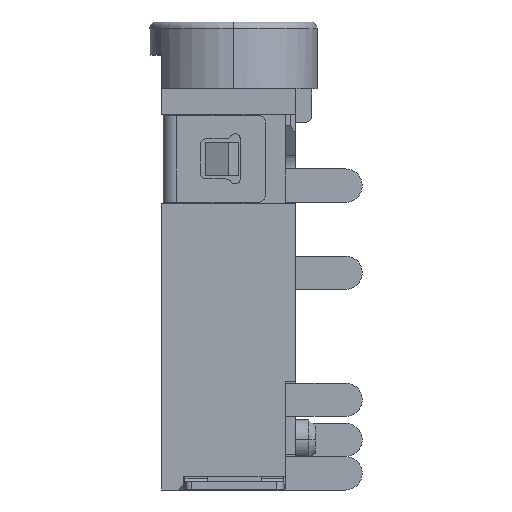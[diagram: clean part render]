
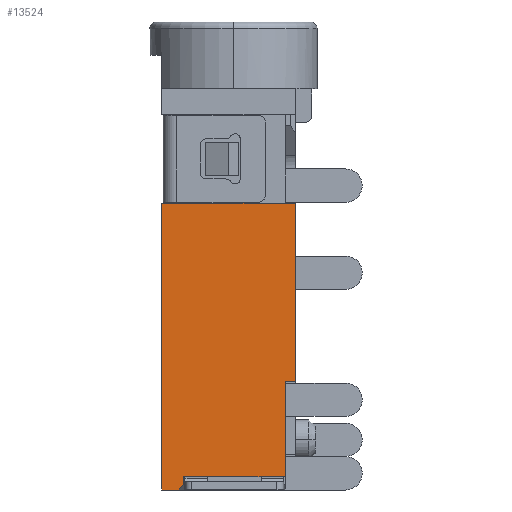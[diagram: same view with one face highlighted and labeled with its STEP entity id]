
A CAD part, left-side view. The second image highlights one B-rep face of the part: STEP entity #13524.
In plain terms, the highlighted planar face has unit normal (-1, 0, 0).
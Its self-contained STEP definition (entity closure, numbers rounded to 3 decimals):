
#83 = LINE ( 'NONE', #12477, #2633 ) ;
#342 = ORIENTED_EDGE ( 'NONE', *, *, #17908, .F. ) ;
#445 = DIRECTION ( 'NONE',  ( 0., 1., 0. ) ) ;
#541 = ORIENTED_EDGE ( 'NONE', *, *, #9513, .F. ) ;
#559 = VERTEX_POINT ( 'NONE', #12539 ) ;
#855 = VERTEX_POINT ( 'NONE', #1062 ) ;
#872 = VERTEX_POINT ( 'NONE', #3851 ) ;
#1062 = CARTESIAN_POINT ( 'NONE',  ( -3.15, -1.7, 3.25 ) ) ;
#1275 = DIRECTION ( 'NONE',  ( 0., 1., 0. ) ) ;
#1495 = VECTOR ( 'NONE', #6691, 1000. ) ;
#1764 = VERTEX_POINT ( 'NONE', #15313 ) ;
#1980 = CARTESIAN_POINT ( 'NONE',  ( -3.15, 1.35, 0.4 ) ) ;
#2293 = DIRECTION ( 'NONE',  ( 0., 0., -1. ) ) ;
#2633 = VECTOR ( 'NONE', #7156, 1000. ) ;
#2773 = EDGE_LOOP ( 'NONE', ( #14254, #9737, #8560, #10484, #541, #11404, #342, #13585, #6568 ) ) ;
#3007 = DIRECTION ( 'NONE',  ( 0., -1., 0. ) ) ;
#3545 = CARTESIAN_POINT ( 'NONE',  ( -3.15, 1.5, 0. ) ) ;
#3813 = CARTESIAN_POINT ( 'NONE',  ( -3.15, 1.35, 0.4 ) ) ;
#3851 = CARTESIAN_POINT ( 'NONE',  ( -3.15, -1.7, 0.4 ) ) ;
#3998 = DIRECTION ( 'NONE',  ( 0., 1., 0. ) ) ;
#4006 = VERTEX_POINT ( 'NONE', #17739 ) ;
#5120 = VECTOR ( 'NONE', #9776, 1000. ) ;
#5279 = EDGE_CURVE ( 'NONE', #14299, #1764, #17584, .T. ) ;
#5424 = EDGE_CURVE ( 'NONE', #1764, #559, #14414, .T. ) ;
#5628 = DIRECTION ( 'NONE',  ( 1., 0., 0. ) ) ;
#6043 = VERTEX_POINT ( 'NONE', #1980 ) ;
#6309 = EDGE_CURVE ( 'NONE', #14285, #11213, #9975, .T. ) ;
#6568 = ORIENTED_EDGE ( 'NONE', *, *, #5424, .T. ) ;
#6691 = DIRECTION ( 'NONE',  ( 0., 1., 0. ) ) ;
#6847 = PLANE ( 'NONE',  #16850 ) ;
#7031 = FACE_OUTER_BOUND ( 'NONE', #2773, .T. ) ;
#7156 = DIRECTION ( 'NONE',  ( 0., 0., -1. ) ) ;
#7598 = CARTESIAN_POINT ( 'NONE',  ( -3.15, -2., 3.25 ) ) ;
#7828 = CARTESIAN_POINT ( 'NONE',  ( -3.15, -2.65, 8.58 ) ) ;
#8560 = ORIENTED_EDGE ( 'NONE', *, *, #9201, .F. ) ;
#8670 = CARTESIAN_POINT ( 'NONE',  ( -3.15, 1.35, 0.15 ) ) ;
#9000 = EDGE_CURVE ( 'NONE', #559, #14285, #11569, .T. ) ;
#9155 = LINE ( 'NONE', #17706, #15746 ) ;
#9201 = EDGE_CURVE ( 'NONE', #6043, #11213, #83, .T. ) ;
#9513 = EDGE_CURVE ( 'NONE', #855, #872, #10677, .T. ) ;
#9737 = ORIENTED_EDGE ( 'NONE', *, *, #6309, .T. ) ;
#9743 = CARTESIAN_POINT ( 'NONE',  ( -3.15, 2., 12. ) ) ;
#9776 = DIRECTION ( 'NONE',  ( 0., 0., -1. ) ) ;
#9975 = LINE ( 'NONE', #8670, #11143 ) ;
#10125 = LINE ( 'NONE', #7598, #14459 ) ;
#10484 = ORIENTED_EDGE ( 'NONE', *, *, #10860, .F. ) ;
#10677 = LINE ( 'NONE', #16339, #17172 ) ;
#10822 = DIRECTION ( 'NONE',  ( 0., 0., -1. ) ) ;
#10860 = EDGE_CURVE ( 'NONE', #872, #6043, #18127, .T. ) ;
#10902 = CARTESIAN_POINT ( 'NONE',  ( -3.15, -2., 8.58 ) ) ;
#11143 = VECTOR ( 'NONE', #11652, 1000. ) ;
#11213 = VERTEX_POINT ( 'NONE', #12609 ) ;
#11404 = ORIENTED_EDGE ( 'NONE', *, *, #13322, .F. ) ;
#11569 = LINE ( 'NONE', #15830, #13313 ) ;
#11652 = DIRECTION ( 'NONE',  ( 0., -0.707, 0.707 ) ) ;
#12477 = CARTESIAN_POINT ( 'NONE',  ( -3.15, 1.35, 0.4 ) ) ;
#12539 = CARTESIAN_POINT ( 'NONE',  ( -3.15, 2., 0. ) ) ;
#12609 = CARTESIAN_POINT ( 'NONE',  ( -3.15, 1.35, 0.15 ) ) ;
#13313 = VECTOR ( 'NONE', #3007, 1000. ) ;
#13322 = EDGE_CURVE ( 'NONE', #4006, #855, #10125, .T. ) ;
#13524 = ADVANCED_FACE ( 'NONE', ( #7031 ), #6847, .F. ) ;
#13585 = ORIENTED_EDGE ( 'NONE', *, *, #5279, .T. ) ;
#14136 = CARTESIAN_POINT ( 'NONE',  ( -3.15, 2., 12. ) ) ;
#14254 = ORIENTED_EDGE ( 'NONE', *, *, #9000, .T. ) ;
#14285 = VERTEX_POINT ( 'NONE', #3545 ) ;
#14299 = VERTEX_POINT ( 'NONE', #10902 ) ;
#14414 = LINE ( 'NONE', #14136, #5120 ) ;
#14459 = VECTOR ( 'NONE', #445, 1000. ) ;
#15313 = CARTESIAN_POINT ( 'NONE',  ( -3.15, 2., 8.58 ) ) ;
#15746 = VECTOR ( 'NONE', #10822, 1000. ) ;
#15807 = VECTOR ( 'NONE', #3998, 1000. ) ;
#15830 = CARTESIAN_POINT ( 'NONE',  ( -3.15, 2., 0. ) ) ;
#16339 = CARTESIAN_POINT ( 'NONE',  ( -3.15, -1.7, 1.05 ) ) ;
#16850 = AXIS2_PLACEMENT_3D ( 'NONE', #9743, #5628, #1275 ) ;
#17172 = VECTOR ( 'NONE', #2293, 1000. ) ;
#17584 = LINE ( 'NONE', #7828, #15807 ) ;
#17706 = CARTESIAN_POINT ( 'NONE',  ( -3.15, -2., 12. ) ) ;
#17739 = CARTESIAN_POINT ( 'NONE',  ( -3.15, -2., 3.25 ) ) ;
#17908 = EDGE_CURVE ( 'NONE', #14299, #4006, #9155, .T. ) ;
#18127 = LINE ( 'NONE', #3813, #1495 ) ;
